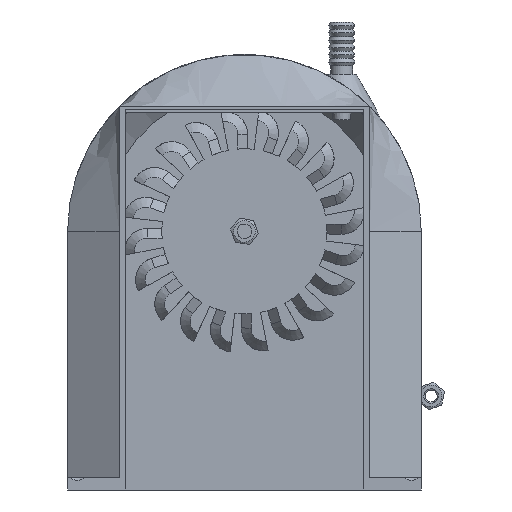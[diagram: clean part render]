
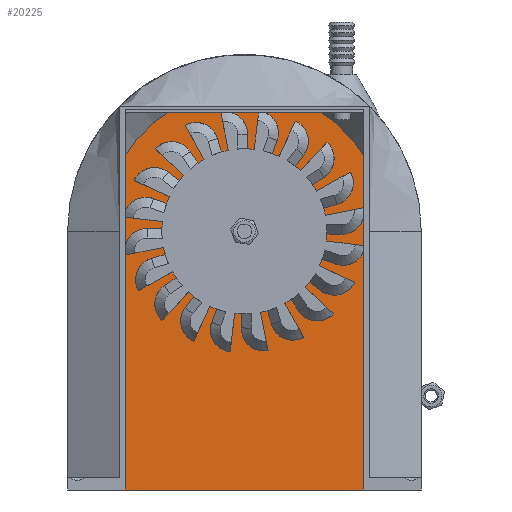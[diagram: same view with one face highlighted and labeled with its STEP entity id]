
A CAD part, front view. The second image highlights one B-rep face of the part: STEP entity #20225.
In plain terms, the highlighted planar face has unit normal (0, -1, 0).
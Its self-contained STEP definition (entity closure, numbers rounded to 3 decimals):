
#1065=FACE_BOUND('',#3901,.T.);
#1066=FACE_BOUND('',#3902,.T.);
#1067=FACE_BOUND('',#3903,.T.);
#1068=FACE_BOUND('',#3904,.T.);
#1609=PLANE('',#22317);
#2678=FACE_OUTER_BOUND('',#3900,.T.);
#3900=EDGE_LOOP('',(#18335,#18336,#18337,#18338,#18339,#18340,#18341,#18342));
#3901=EDGE_LOOP('',(#18343));
#3902=EDGE_LOOP('',(#18344));
#3903=EDGE_LOOP('',(#18345));
#3904=EDGE_LOOP('',(#18346));
#5467=LINE('',#36146,#7099);
#5476=LINE('',#36165,#7108);
#5479=LINE('',#36172,#7111);
#5486=LINE('',#36185,#7118);
#5497=LINE('',#36208,#7129);
#5499=LINE('',#36213,#7131);
#5500=LINE('',#36214,#7132);
#7099=VECTOR('',#27501,10.);
#7108=VECTOR('',#27514,10.);
#7111=VECTOR('',#27519,10.);
#7118=VECTOR('',#27528,10.);
#7129=VECTOR('',#27549,10.);
#7131=VECTOR('',#27555,10.);
#7132=VECTOR('',#27556,10.);
#8063=CIRCLE('',#22318,58.343);
#8064=CIRCLE('',#22319,8.5);
#8065=CIRCLE('',#22320,3.1);
#8066=CIRCLE('',#22321,3.1);
#8067=CIRCLE('',#22322,3.1);
#9840=VERTEX_POINT('',#36143);
#9841=VERTEX_POINT('',#36145);
#9848=VERTEX_POINT('',#36162);
#9851=VERTEX_POINT('',#36170);
#9852=VERTEX_POINT('',#36171);
#9857=VERTEX_POINT('',#36183);
#9864=VERTEX_POINT('',#36207);
#9865=VERTEX_POINT('',#36212);
#9866=VERTEX_POINT('',#36215);
#9867=VERTEX_POINT('',#36217);
#9868=VERTEX_POINT('',#36219);
#9869=VERTEX_POINT('',#36221);
#12692=EDGE_CURVE('',#9841,#9840,#5467,.T.);
#12701=EDGE_CURVE('',#9840,#9848,#5476,.T.);
#12704=EDGE_CURVE('',#9851,#9852,#5479,.T.);
#12711=EDGE_CURVE('',#9857,#9848,#5486,.F.);
#12722=EDGE_CURVE('',#9864,#9851,#5497,.T.);
#12724=EDGE_CURVE('',#9864,#9857,#8063,.F.);
#12725=EDGE_CURVE('',#9852,#9865,#5499,.T.);
#12726=EDGE_CURVE('',#9841,#9865,#5500,.T.);
#12727=EDGE_CURVE('',#9866,#9866,#8064,.T.);
#12728=EDGE_CURVE('',#9867,#9867,#8065,.T.);
#12729=EDGE_CURVE('',#9868,#9868,#8066,.T.);
#12730=EDGE_CURVE('',#9869,#9869,#8067,.T.);
#18335=ORIENTED_EDGE('',*,*,#12692,.T.);
#18336=ORIENTED_EDGE('',*,*,#12701,.T.);
#18337=ORIENTED_EDGE('',*,*,#12711,.F.);
#18338=ORIENTED_EDGE('',*,*,#12724,.F.);
#18339=ORIENTED_EDGE('',*,*,#12722,.T.);
#18340=ORIENTED_EDGE('',*,*,#12704,.T.);
#18341=ORIENTED_EDGE('',*,*,#12725,.T.);
#18342=ORIENTED_EDGE('',*,*,#12726,.F.);
#18343=ORIENTED_EDGE('',*,*,#12727,.T.);
#18344=ORIENTED_EDGE('',*,*,#12728,.T.);
#18345=ORIENTED_EDGE('',*,*,#12729,.T.);
#18346=ORIENTED_EDGE('',*,*,#12730,.T.);
#20225=ADVANCED_FACE('',(#2678,#1065,#1066,#1067,#1068),#1609,.F.);
#22317=AXIS2_PLACEMENT_3D('',#36210,#27551,#27552);
#22318=AXIS2_PLACEMENT_3D('',#36211,#27553,#27554);
#22319=AXIS2_PLACEMENT_3D('',#36216,#27557,#27558);
#22320=AXIS2_PLACEMENT_3D('',#36218,#27559,#27560);
#22321=AXIS2_PLACEMENT_3D('',#36220,#27561,#27562);
#22322=AXIS2_PLACEMENT_3D('',#36222,#27563,#27564);
#27501=DIRECTION('',(0.,0.,1.));
#27514=DIRECTION('',(0.989,0.,0.15));
#27519=DIRECTION('',(0.989,0.,-0.15));
#27528=DIRECTION('',(0.,0.,1.));
#27549=DIRECTION('',(0.,0.,-1.));
#27551=DIRECTION('center_axis',(0.,1.,0.));
#27552=DIRECTION('ref_axis',(0.,0.,1.));
#27553=DIRECTION('center_axis',(0.,-1.,0.));
#27554=DIRECTION('ref_axis',(-1.,0.,0.));
#27555=DIRECTION('',(0.,0.,-1.));
#27556=DIRECTION('',(-1.,0.,0.));
#27557=DIRECTION('center_axis',(0.,1.,0.));
#27558=DIRECTION('ref_axis',(1.,0.,0.));
#27559=DIRECTION('center_axis',(0.,1.,0.));
#27560=DIRECTION('ref_axis',(1.,0.,0.));
#27561=DIRECTION('center_axis',(0.,1.,0.));
#27562=DIRECTION('ref_axis',(1.,0.,0.));
#27563=DIRECTION('center_axis',(0.,1.,0.));
#27564=DIRECTION('ref_axis',(1.,0.,0.));
#36143=CARTESIAN_POINT('',(49.,18.5,-104.5));
#36145=CARTESIAN_POINT('',(49.,18.5,-106.5));
#36146=CARTESIAN_POINT('',(49.,18.5,-53.25));
#36162=CARTESIAN_POINT('',(58.343,18.5,-103.087));
#36165=CARTESIAN_POINT('',(32.775,18.5,-106.954));
#36170=CARTESIAN_POINT('',(-58.343,18.5,-103.087));
#36171=CARTESIAN_POINT('',(-49.,18.5,-104.5));
#36172=CARTESIAN_POINT('',(-42.691,18.5,-105.454));
#36183=CARTESIAN_POINT('',(58.343,18.5,0.));
#36185=CARTESIAN_POINT('',(58.343,18.5,0.));
#36207=CARTESIAN_POINT('',(-58.343,18.5,0.));
#36208=CARTESIAN_POINT('',(-58.343,18.5,0.));
#36210=CARTESIAN_POINT('Origin',(0.,18.5,0.));
#36211=CARTESIAN_POINT('Origin',(0.,18.5,0.));
#36212=CARTESIAN_POINT('',(-49.,18.5,-106.5));
#36213=CARTESIAN_POINT('',(-49.,18.5,-53.25));
#36214=CARTESIAN_POINT('',(0.,18.5,-106.5));
#36215=CARTESIAN_POINT('',(-8.5,18.5,0.));
#36216=CARTESIAN_POINT('Origin',(0.,18.5,0.));
#36217=CARTESIAN_POINT('',(-3.1,18.5,-15.703));
#36218=CARTESIAN_POINT('Origin',(0.,18.5,-15.703));
#36219=CARTESIAN_POINT('',(-16.699,18.5,7.851));
#36220=CARTESIAN_POINT('Origin',(-13.599,18.5,7.851));
#36221=CARTESIAN_POINT('',(10.499,18.5,7.851));
#36222=CARTESIAN_POINT('Origin',(13.599,18.5,7.851));
